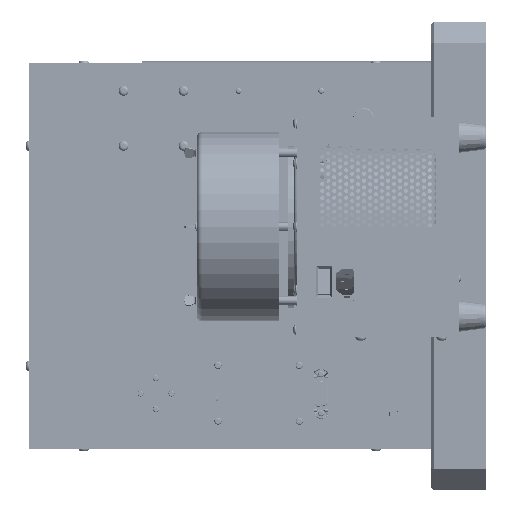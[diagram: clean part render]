
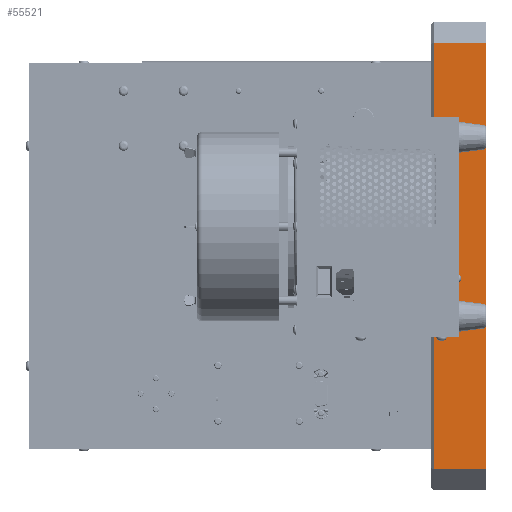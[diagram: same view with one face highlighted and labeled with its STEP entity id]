
A CAD part, left-side view. The second image highlights one B-rep face of the part: STEP entity #55521.
In plain terms, the highlighted planar face has unit normal (-1, 0, 0).
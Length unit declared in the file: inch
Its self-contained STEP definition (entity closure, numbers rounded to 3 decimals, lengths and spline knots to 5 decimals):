
#4979 = VECTOR ( 'NONE', #73604, 39.37008 ) ;
#8643 = VERTEX_POINT ( 'NONE', #121280 ) ;
#14986 = EDGE_LOOP ( 'NONE', ( #67714, #26468, #104996, #42256 ) ) ;
#15144 = DIRECTION ( 'NONE',  ( 0., -1., 0. ) ) ;
#22203 = CARTESIAN_POINT ( 'NONE',  ( 0., 1.90625, 8.5 ) ) ;
#25915 = EDGE_CURVE ( 'NONE', #169513, #58164, #72751, .T. ) ;
#26468 = ORIENTED_EDGE ( 'NONE', *, *, #138070, .T. ) ;
#27694 = AXIS2_PLACEMENT_3D ( 'NONE', #65123, #165345, #79459 ) ;
#30456 = CARTESIAN_POINT ( 'NONE',  ( 0., 2., 7.75 ) ) ;
#36576 = DIRECTION ( 'NONE',  ( 0., 0., -1. ) ) ;
#41016 = EDGE_CURVE ( 'NONE', #172763, #169513, #47717, .T. ) ;
#41429 = CARTESIAN_POINT ( 'NONE',  ( 0., 0., 7.75 ) ) ;
#42256 = ORIENTED_EDGE ( 'NONE', *, *, #25915, .T. ) ;
#43155 = LINE ( 'NONE', #30456, #4979 ) ;
#43239 = VECTOR ( 'NONE', #15144, 39.37008 ) ;
#47717 = LINE ( 'NONE', #100795, #43239 ) ;
#48420 = CARTESIAN_POINT ( 'NONE',  ( 0., 0., -7.75 ) ) ;
#55521 = ADVANCED_FACE ( 'NONE', ( #94863 ), #93279, .F. ) ;
#58164 = VERTEX_POINT ( 'NONE', #41429 ) ;
#65123 = CARTESIAN_POINT ( 'NONE',  ( 0., 2., 8.5 ) ) ;
#67714 = ORIENTED_EDGE ( 'NONE', *, *, #145566, .T. ) ;
#72751 = LINE ( 'NONE', #92216, #106243 ) ;
#73604 = DIRECTION ( 'NONE',  ( 0., 1., 0. ) ) ;
#79459 = DIRECTION ( 'NONE',  ( 0., 0., -1. ) ) ;
#87617 = LINE ( 'NONE', #22203, #125618 ) ;
#92216 = CARTESIAN_POINT ( 'NONE',  ( 0., 0., 8.5 ) ) ;
#93279 = PLANE ( 'NONE',  #27694 ) ;
#94863 = FACE_OUTER_BOUND ( 'NONE', #14986, .T. ) ;
#94976 = CARTESIAN_POINT ( 'NONE',  ( 0., 1.90625, -7.75 ) ) ;
#100795 = CARTESIAN_POINT ( 'NONE',  ( 0., 2., -7.75 ) ) ;
#104996 = ORIENTED_EDGE ( 'NONE', *, *, #41016, .T. ) ;
#106243 = VECTOR ( 'NONE', #163655, 39.37008 ) ;
#121280 = CARTESIAN_POINT ( 'NONE',  ( 0., 1.90625, 7.75 ) ) ;
#125618 = VECTOR ( 'NONE', #36576, 39.37008 ) ;
#138070 = EDGE_CURVE ( 'NONE', #8643, #172763, #87617, .T. ) ;
#145566 = EDGE_CURVE ( 'NONE', #58164, #8643, #43155, .T. ) ;
#163655 = DIRECTION ( 'NONE',  ( 0., 0., 1. ) ) ;
#165345 = DIRECTION ( 'NONE',  ( 1., 0., 0. ) ) ;
#169513 = VERTEX_POINT ( 'NONE', #48420 ) ;
#172763 = VERTEX_POINT ( 'NONE', #94976 ) ;
